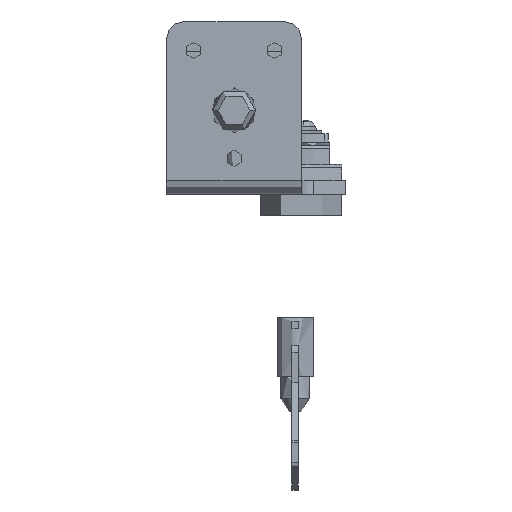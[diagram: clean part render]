
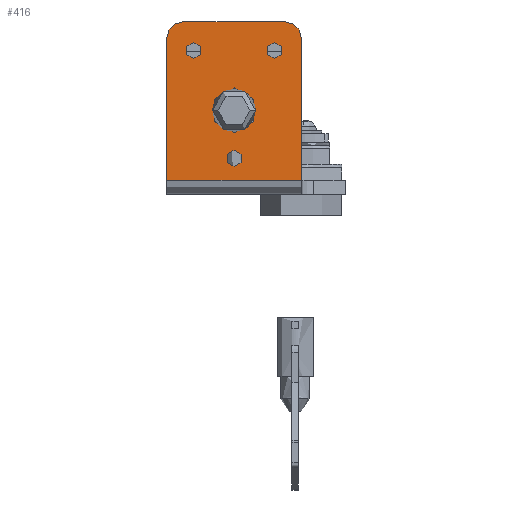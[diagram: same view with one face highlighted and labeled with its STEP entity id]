
A CAD part, left-side view. The second image highlights one B-rep face of the part: STEP entity #416.
In plain terms, the highlighted planar face has unit normal (-1, 0, 0).
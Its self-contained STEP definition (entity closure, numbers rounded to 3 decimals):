
#416=ADVANCED_FACE('',(#2905,#2906,#2907,#2908,#2909),#2904,.F.);
#2904=PLANE('',#5842);
#2905=FACE_OUTER_BOUND('',#5843,.T.);
#2906=FACE_BOUND('',#5844,.T.);
#2907=FACE_BOUND('',#5845,.T.);
#2908=FACE_BOUND('',#5846,.T.);
#2909=FACE_BOUND('',#5847,.T.);
#5839=CARTESIAN_POINT('',(0.,-15.,19.34));
#5840=DIRECTION('',(1.,0.,0.));
#5841=DIRECTION('',(0.,0.,-1.));
#5842=AXIS2_PLACEMENT_3D('',#5839,#5840,#5841);
#5843=EDGE_LOOP('',(#10571,#10572,#10573,#10574,#10575,#10576));
#5844=EDGE_LOOP('',(#10577,#10578));
#5845=EDGE_LOOP('',(#10579,#10580));
#5846=EDGE_LOOP('',(#10581,#10582));
#5847=EDGE_LOOP('',(#10583,#10584));
#10571=ORIENTED_EDGE('',*,*,#12039,.T.);
#10572=ORIENTED_EDGE('',*,*,#12040,.T.);
#10573=ORIENTED_EDGE('',*,*,#12037,.F.);
#10574=ORIENTED_EDGE('',*,*,#12007,.T.);
#10575=ORIENTED_EDGE('',*,*,#12011,.F.);
#10576=ORIENTED_EDGE('',*,*,#12014,.T.);
#10577=ORIENTED_EDGE('',*,*,#12041,.F.);
#10578=ORIENTED_EDGE('',*,*,#12042,.F.);
#10579=ORIENTED_EDGE('',*,*,#12043,.F.);
#10580=ORIENTED_EDGE('',*,*,#12044,.F.);
#10581=ORIENTED_EDGE('',*,*,#12045,.F.);
#10582=ORIENTED_EDGE('',*,*,#12046,.F.);
#10583=ORIENTED_EDGE('',*,*,#12047,.F.);
#10584=ORIENTED_EDGE('',*,*,#12048,.F.);
#12007=EDGE_CURVE('',#16981,#16982,#16983,.T.);
#12011=EDGE_CURVE('',#17009,#16982,#17010,.T.);
#12014=EDGE_CURVE('',#17009,#17029,#17030,.T.);
#12037=EDGE_CURVE('',#16981,#17177,#17178,.T.);
#12039=EDGE_CURVE('',#17029,#17190,#17191,.T.);
#12040=EDGE_CURVE('',#17190,#17177,#17197,.T.);
#12041=EDGE_CURVE('',#17203,#17204,#17205,.T.);
#12042=EDGE_CURVE('',#17204,#17203,#17211,.T.);
#12043=EDGE_CURVE('',#17217,#17218,#17219,.T.);
#12044=EDGE_CURVE('',#17218,#17217,#17225,.T.);
#12045=EDGE_CURVE('',#17231,#17232,#17233,.T.);
#12046=EDGE_CURVE('',#17232,#17231,#17239,.T.);
#12047=EDGE_CURVE('',#17245,#17246,#17247,.T.);
#12048=EDGE_CURVE('',#17246,#17245,#17253,.T.);
#16981=VERTEX_POINT('',#22200);
#16982=VERTEX_POINT('',#22201);
#16983=CIRCLE('',#22205,3.);
#17009=VERTEX_POINT('',#22218);
#17010=LINE('',#22219,#22220);
#17029=VERTEX_POINT('',#22229);
#17030=CIRCLE('',#22233,3.);
#17177=VERTEX_POINT('',#22318);
#17178=LINE('',#22319,#22320);
#17190=VERTEX_POINT('',#22326);
#17191=LINE('',#22327,#22328);
#17197=LINE('',#22330,#22331);
#17203=VERTEX_POINT('',#22333);
#17204=VERTEX_POINT('',#22334);
#17205=CIRCLE('',#22338,1.5);
#17211=CIRCLE('',#22342,1.5);
#17217=VERTEX_POINT('',#22343);
#17218=VERTEX_POINT('',#22344);
#17219=CIRCLE('',#22348,1.5);
#17225=CIRCLE('',#22352,1.5);
#17231=VERTEX_POINT('',#22353);
#17232=VERTEX_POINT('',#22354);
#17233=CIRCLE('',#22358,4.15);
#17239=CIRCLE('',#22362,4.15);
#17245=VERTEX_POINT('',#22363);
#17246=VERTEX_POINT('',#22364);
#17247=CIRCLE('',#22368,1.5);
#17253=CIRCLE('',#22372,1.5);
#22200=CARTESIAN_POINT('',(0.,-12.5,13.4));
#22201=CARTESIAN_POINT('',(0.,-9.5,16.4));
#22202=CARTESIAN_POINT('',(0.,-9.5,13.4));
#22203=DIRECTION('',(-1.,0.,0.));
#22204=DIRECTION('',(0.,0.,-1.));
#22205=AXIS2_PLACEMENT_3D('',#22202,#22203,#22204);
#22218=CARTESIAN_POINT('',(0.,9.5,16.4));
#22219=CARTESIAN_POINT('',(0.,9.5,16.4));
#22220=VECTOR('',#22221,19.);
#22221=DIRECTION('',(0.,-1.,0.));
#22229=CARTESIAN_POINT('',(0.,12.5,13.4));
#22230=CARTESIAN_POINT('',(0.,9.5,13.4));
#22231=DIRECTION('',(-1.,0.,0.));
#22232=DIRECTION('',(0.,0.,-1.));
#22233=AXIS2_PLACEMENT_3D('',#22230,#22231,#22232);
#22318=CARTESIAN_POINT('',(0.,-12.5,-13.));
#22319=CARTESIAN_POINT('',(0.,-12.5,13.4));
#22320=VECTOR('',#22321,26.4);
#22321=DIRECTION('',(0.,0.,-1.));
#22326=CARTESIAN_POINT('',(0.,12.5,-13.));
#22327=CARTESIAN_POINT('',(0.,12.5,13.4));
#22328=VECTOR('',#22329,26.4);
#22329=DIRECTION('',(0.,0.,-1.));
#22330=CARTESIAN_POINT('',(0.,12.5,-13.));
#22331=VECTOR('',#22332,25.);
#22332=DIRECTION('',(0.,-1.,0.));
#22333=CARTESIAN_POINT('',(0.,0.,-10.4));
#22334=CARTESIAN_POINT('',(0.,0.,-7.4));
#22335=CARTESIAN_POINT('',(0.,0.,-8.9));
#22336=DIRECTION('',(-1.,0.,0.));
#22337=DIRECTION('',(0.,0.,1.));
#22338=AXIS2_PLACEMENT_3D('',#22335,#22336,#22337);
#22339=CARTESIAN_POINT('',(0.,0.,-8.9));
#22340=DIRECTION('',(-1.,0.,0.));
#22341=DIRECTION('',(0.,0.,1.));
#22342=AXIS2_PLACEMENT_3D('',#22339,#22340,#22341);
#22343=CARTESIAN_POINT('',(0.,7.5,9.6));
#22344=CARTESIAN_POINT('',(0.,7.5,12.6));
#22345=CARTESIAN_POINT('',(0.,7.5,11.1));
#22346=DIRECTION('',(-1.,0.,0.));
#22347=DIRECTION('',(0.,0.,1.));
#22348=AXIS2_PLACEMENT_3D('',#22345,#22346,#22347);
#22349=CARTESIAN_POINT('',(0.,7.5,11.1));
#22350=DIRECTION('',(-1.,0.,0.));
#22351=DIRECTION('',(0.,0.,1.));
#22352=AXIS2_PLACEMENT_3D('',#22349,#22350,#22351);
#22353=CARTESIAN_POINT('',(0.,0.,-4.15));
#22354=CARTESIAN_POINT('',(0.,0.,4.15));
#22355=CARTESIAN_POINT('',(0.,0.,0.));
#22356=DIRECTION('',(-1.,0.,0.));
#22357=DIRECTION('',(0.,0.,1.));
#22358=AXIS2_PLACEMENT_3D('',#22355,#22356,#22357);
#22359=CARTESIAN_POINT('',(0.,0.,0.));
#22360=DIRECTION('',(-1.,0.,0.));
#22361=DIRECTION('',(0.,0.,1.));
#22362=AXIS2_PLACEMENT_3D('',#22359,#22360,#22361);
#22363=CARTESIAN_POINT('',(0.,-7.5,9.6));
#22364=CARTESIAN_POINT('',(0.,-7.5,12.6));
#22365=CARTESIAN_POINT('',(0.,-7.5,11.1));
#22366=DIRECTION('',(-1.,0.,0.));
#22367=DIRECTION('',(0.,0.,1.));
#22368=AXIS2_PLACEMENT_3D('',#22365,#22366,#22367);
#22369=CARTESIAN_POINT('',(0.,-7.5,11.1));
#22370=DIRECTION('',(-1.,0.,0.));
#22371=DIRECTION('',(0.,0.,1.));
#22372=AXIS2_PLACEMENT_3D('',#22369,#22370,#22371);
